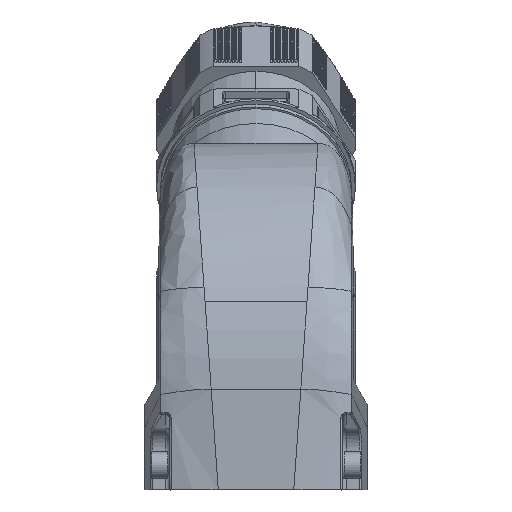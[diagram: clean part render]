
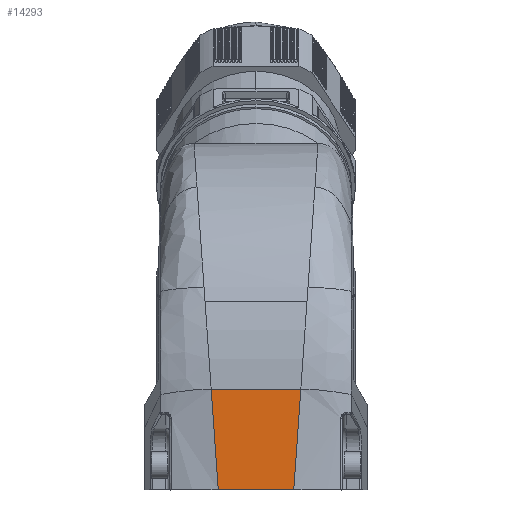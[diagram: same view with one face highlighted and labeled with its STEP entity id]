
A CAD part, left-side view. The second image highlights one B-rep face of the part: STEP entity #14293.
In plain terms, the highlighted planar face has unit normal (-1, 0, 0).
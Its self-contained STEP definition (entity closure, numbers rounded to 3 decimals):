
#14293=ADVANCED_FACE('',(#16903),#15893,.F.);
#15893=PLANE('',#45305);
#16903=FACE_OUTER_BOUND('',#18614,.T.);
#18614=EDGE_LOOP('',(#21391,#21392,#21393,#21394));
#21391=ORIENTED_EDGE('',*,*,#33369,.T.);
#21392=ORIENTED_EDGE('',*,*,#33367,.F.);
#21393=ORIENTED_EDGE('',*,*,#32946,.F.);
#21394=ORIENTED_EDGE('',*,*,#33370,.F.);
#29762=VERTEX_POINT('',#55642);
#29763=VERTEX_POINT('',#55643);
#30044=VERTEX_POINT('',#57893);
#30045=VERTEX_POINT('',#57915);
#32946=EDGE_CURVE('',#29762,#29763,#37574,.T.);
#33367=EDGE_CURVE('',#29763,#30044,#37863,.T.);
#33369=EDGE_CURVE('',#30045,#30044,#37864,.T.);
#33370=EDGE_CURVE('',#30045,#29762,#37865,.T.);
#37574=LINE('',#55641,#40490);
#37863=LINE('',#57892,#40779);
#37864=LINE('',#57914,#40780);
#37865=LINE('',#57916,#40781);
#40490=VECTOR('',#47377,1.);
#40779=VECTOR('',#48022,1.);
#40780=VECTOR('',#48023,1.);
#40781=VECTOR('',#48024,1.);
#45305=AXIS2_PLACEMENT_3D('',#57917,#48025,#48026);
#47377=DIRECTION('',(0.,-1.,0.));
#48022=DIRECTION('',(0.,0.07,-0.998));
#48023=DIRECTION('',(0.,-1.,0.));
#48024=DIRECTION('',(0.,0.07,0.998));
#48025=DIRECTION('',(1.,0.,0.));
#48026=DIRECTION('',(0.,0.,1.));
#55641=CARTESIAN_POINT('',(-60.5,11.5,57.4));
#55642=CARTESIAN_POINT('',(-60.5,11.5,57.4));
#55643=CARTESIAN_POINT('',(-60.5,-11.5,57.4));
#57892=CARTESIAN_POINT('',(-60.5,-11.5,57.4));
#57893=CARTESIAN_POINT('',(-60.5,-9.687,31.5));
#57914=CARTESIAN_POINT('',(-60.5,9.687,31.5));
#57915=CARTESIAN_POINT('',(-60.5,9.687,31.5));
#57916=CARTESIAN_POINT('',(-60.5,9.687,31.5));
#57917=CARTESIAN_POINT('',(-60.5,12.86,31.4));
